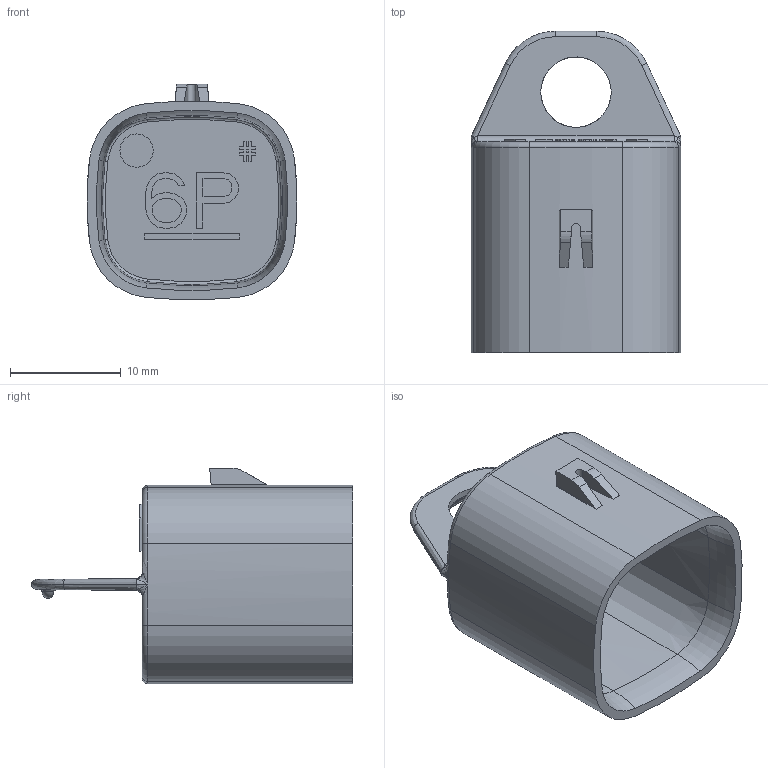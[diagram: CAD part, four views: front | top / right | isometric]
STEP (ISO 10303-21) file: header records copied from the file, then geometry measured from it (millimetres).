
FILE_DESCRIPTION((''),'2;1');
FILE_NAME('SC03-2003A-B003_NCF_ASM','2018-08-03T15:07:17',('jwisneski'),(''),'CREO PARAMETRIC BY PTC INC, 2017110','CREO PARAMETRIC BY PTC INC, 2017110','');
FILE_SCHEMA(('CONFIG_CONTROL_DESIGN'));
Length unit declared in the file: millimetre
Products named in the file (2): PC03-2003A-B003_NCF; SC03-2003A-B003_NCF_ASM
Assembly tree (1 placements, depth 2):
  SC03-2003A-B003_NCF_ASM
    PC03-2003A-B003_NCF
Bounding box: 18.94 x 29 x 19.47 mm (x, y, z)
Volume: 1798.5 mm3; surface area: 3017.1 mm2
Topology: 1 solids, 1 shells, 475 faces, 1285 edges, 838 vertices
Faces by surface type: plane 282, bspline 122, cylinder 33, torus 28, cone 10
Entity records: 19568 total; most frequent: CARTESIAN_POINT 8351, ORIENTED_EDGE 2570, DIRECTION 1871, EDGE_CURVE 1285, VECTOR 897, LINE 897, VERTEX_POINT 838, EDGE_LOOP 503
